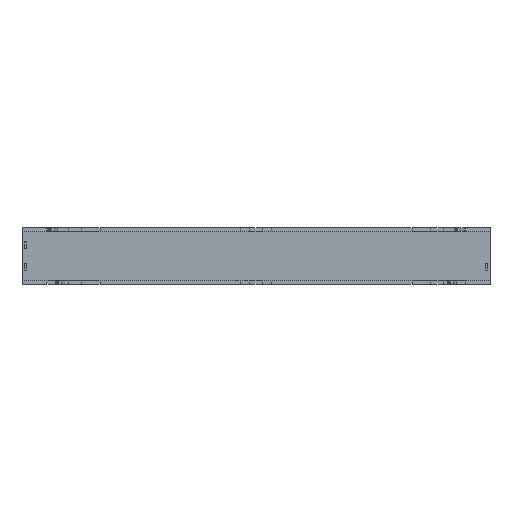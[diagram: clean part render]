
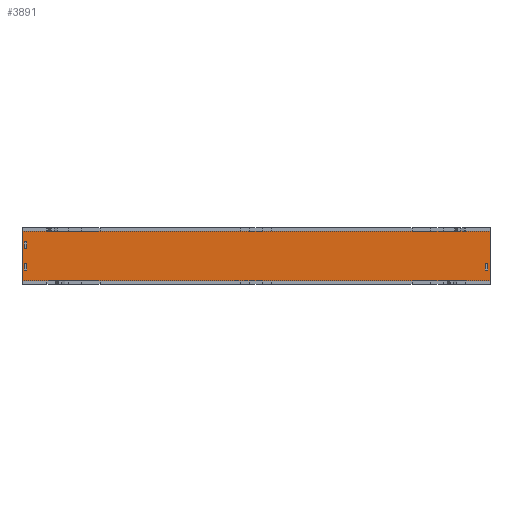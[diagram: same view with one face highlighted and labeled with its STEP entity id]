
A CAD part, front view. The second image highlights one B-rep face of the part: STEP entity #3891.
In plain terms, the highlighted planar face has unit normal (0, -1, 0).
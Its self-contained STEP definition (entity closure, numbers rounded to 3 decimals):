
#3214=DIRECTION('',(0.,0.,1.));
#3215=VECTOR('',#3214,8.);
#3216=CARTESIAN_POINT('',(-37.5,0.,-4.));
#3217=LINE('',#3216,#3215);
#3218=DIRECTION('',(0.,0.,-1.));
#3219=VECTOR('',#3218,8.);
#3220=CARTESIAN_POINT('',(37.5,0.,4.));
#3221=LINE('',#3220,#3219);
#3222=DIRECTION('',(0.,0.,1.));
#3223=VECTOR('',#3222,1.2);
#3224=CARTESIAN_POINT('',(-37.1,0.,-2.35));
#3225=LINE('',#3224,#3223);
#3226=DIRECTION('',(-1.,0.,0.));
#3227=VECTOR('',#3226,0.4);
#3228=CARTESIAN_POINT('',(-36.7,0.,-2.35));
#3229=LINE('',#3228,#3227);
#3230=DIRECTION('',(0.,0.,1.));
#3231=VECTOR('',#3230,1.2);
#3232=CARTESIAN_POINT('',(-36.7,0.,-2.35));
#3233=LINE('',#3232,#3231);
#3234=DIRECTION('',(-1.,0.,0.));
#3235=VECTOR('',#3234,0.4);
#3236=CARTESIAN_POINT('',(-36.7,0.,-1.15));
#3237=LINE('',#3236,#3235);
#3238=DIRECTION('',(0.,0.,1.));
#3239=VECTOR('',#3238,1.2);
#3240=CARTESIAN_POINT('',(-37.1,0.,1.15));
#3241=LINE('',#3240,#3239);
#3242=DIRECTION('',(-1.,0.,0.));
#3243=VECTOR('',#3242,0.4);
#3244=CARTESIAN_POINT('',(-36.7,0.,1.15));
#3245=LINE('',#3244,#3243);
#3246=DIRECTION('',(0.,0.,1.));
#3247=VECTOR('',#3246,1.2);
#3248=CARTESIAN_POINT('',(-36.7,0.,1.15));
#3249=LINE('',#3248,#3247);
#3250=DIRECTION('',(-1.,0.,0.));
#3251=VECTOR('',#3250,0.4);
#3252=CARTESIAN_POINT('',(-36.7,0.,2.35));
#3253=LINE('',#3252,#3251);
#3254=DIRECTION('',(0.,0.,-1.));
#3255=VECTOR('',#3254,1.2);
#3256=CARTESIAN_POINT('',(37.1,0.,-1.15));
#3257=LINE('',#3256,#3255);
#3258=DIRECTION('',(1.,0.,0.));
#3259=VECTOR('',#3258,0.4);
#3260=CARTESIAN_POINT('',(36.7,0.,-1.15));
#3261=LINE('',#3260,#3259);
#3262=DIRECTION('',(0.,0.,-1.));
#3263=VECTOR('',#3262,1.2);
#3264=CARTESIAN_POINT('',(36.7,0.,-1.15));
#3265=LINE('',#3264,#3263);
#3266=DIRECTION('',(1.,0.,0.));
#3267=VECTOR('',#3266,0.4);
#3268=CARTESIAN_POINT('',(36.7,0.,-2.35));
#3269=LINE('',#3268,#3267);
#3274=DIRECTION('',(1.,0.,0.));
#3275=VECTOR('',#3274,75.);
#3276=CARTESIAN_POINT('',(-37.5,0.,-4.));
#3277=LINE('',#3276,#3275);
#3434=DIRECTION('',(-1.,0.,0.));
#3435=VECTOR('',#3434,75.);
#3436=CARTESIAN_POINT('',(37.5,0.,4.));
#3437=LINE('',#3436,#3435);
#3694=CARTESIAN_POINT('',(37.5,0.,4.));
#3695=CARTESIAN_POINT('',(37.5,0.,-4.));
#3696=VERTEX_POINT('',#3694);
#3697=VERTEX_POINT('',#3695);
#3698=CARTESIAN_POINT('',(-37.5,0.,-4.));
#3699=CARTESIAN_POINT('',(-37.5,0.,4.));
#3700=VERTEX_POINT('',#3698);
#3701=VERTEX_POINT('',#3699);
#3798=CARTESIAN_POINT('',(-37.1,0.,-2.35));
#3799=CARTESIAN_POINT('',(-37.1,0.,-1.15));
#3800=VERTEX_POINT('',#3798);
#3801=VERTEX_POINT('',#3799);
#3802=CARTESIAN_POINT('',(-37.1,0.,1.15));
#3803=CARTESIAN_POINT('',(-37.1,0.,2.35));
#3804=VERTEX_POINT('',#3802);
#3805=VERTEX_POINT('',#3803);
#3806=CARTESIAN_POINT('',(-36.7,0.,-2.35));
#3807=CARTESIAN_POINT('',(-36.7,0.,-1.15));
#3808=VERTEX_POINT('',#3806);
#3809=VERTEX_POINT('',#3807);
#3810=CARTESIAN_POINT('',(-36.7,0.,1.15));
#3811=CARTESIAN_POINT('',(-36.7,0.,2.35));
#3812=VERTEX_POINT('',#3810);
#3813=VERTEX_POINT('',#3811);
#3838=CARTESIAN_POINT('',(37.1,0.,-1.15));
#3839=CARTESIAN_POINT('',(37.1,0.,-2.35));
#3840=VERTEX_POINT('',#3838);
#3841=VERTEX_POINT('',#3839);
#3842=CARTESIAN_POINT('',(36.7,0.,-1.15));
#3843=CARTESIAN_POINT('',(36.7,0.,-2.35));
#3844=VERTEX_POINT('',#3842);
#3845=VERTEX_POINT('',#3843);
#3846=CARTESIAN_POINT('',(0.,0.,0.));
#3847=DIRECTION('',(0.,1.,0.));
#3848=DIRECTION('',(1.,0.,0.));
#3849=AXIS2_PLACEMENT_3D('',#3846,#3847,#3848);
#3850=PLANE('',#3849);
#3852=ORIENTED_EDGE('',*,*,#3851,.F.);
#3854=ORIENTED_EDGE('',*,*,#3853,.T.);
#3856=ORIENTED_EDGE('',*,*,#3855,.F.);
#3858=ORIENTED_EDGE('',*,*,#3857,.T.);
#3859=EDGE_LOOP('',(#3852,#3854,#3856,#3858));
#3860=FACE_OUTER_BOUND('',#3859,.F.);
#3862=ORIENTED_EDGE('',*,*,#3861,.F.);
#3864=ORIENTED_EDGE('',*,*,#3863,.F.);
#3866=ORIENTED_EDGE('',*,*,#3865,.T.);
#3868=ORIENTED_EDGE('',*,*,#3867,.T.);
#3869=EDGE_LOOP('',(#3862,#3864,#3866,#3868));
#3870=FACE_BOUND('',#3869,.F.);
#3872=ORIENTED_EDGE('',*,*,#3871,.F.);
#3874=ORIENTED_EDGE('',*,*,#3873,.F.);
#3876=ORIENTED_EDGE('',*,*,#3875,.T.);
#3878=ORIENTED_EDGE('',*,*,#3877,.T.);
#3879=EDGE_LOOP('',(#3872,#3874,#3876,#3878));
#3880=FACE_BOUND('',#3879,.F.);
#3882=ORIENTED_EDGE('',*,*,#3881,.F.);
#3884=ORIENTED_EDGE('',*,*,#3883,.F.);
#3886=ORIENTED_EDGE('',*,*,#3885,.T.);
#3888=ORIENTED_EDGE('',*,*,#3887,.T.);
#3889=EDGE_LOOP('',(#3882,#3884,#3886,#3888));
#3890=FACE_BOUND('',#3889,.F.);
#3891=ADVANCED_FACE('',(#3860,#3870,#3880,#3890),#3850,.F.);
#3851=EDGE_CURVE('',#3700,#3697,#3277,.T.);
#3853=EDGE_CURVE('',#3700,#3701,#3217,.T.);
#3855=EDGE_CURVE('',#3696,#3701,#3437,.T.);
#3857=EDGE_CURVE('',#3696,#3697,#3221,.T.);
#3861=EDGE_CURVE('',#3800,#3801,#3225,.T.);
#3863=EDGE_CURVE('',#3808,#3800,#3229,.T.);
#3865=EDGE_CURVE('',#3808,#3809,#3233,.T.);
#3867=EDGE_CURVE('',#3809,#3801,#3237,.T.);
#3871=EDGE_CURVE('',#3804,#3805,#3241,.T.);
#3873=EDGE_CURVE('',#3812,#3804,#3245,.T.);
#3875=EDGE_CURVE('',#3812,#3813,#3249,.T.);
#3877=EDGE_CURVE('',#3813,#3805,#3253,.T.);
#3881=EDGE_CURVE('',#3840,#3841,#3257,.T.);
#3883=EDGE_CURVE('',#3844,#3840,#3261,.T.);
#3885=EDGE_CURVE('',#3844,#3845,#3265,.T.);
#3887=EDGE_CURVE('',#3845,#3841,#3269,.T.);
